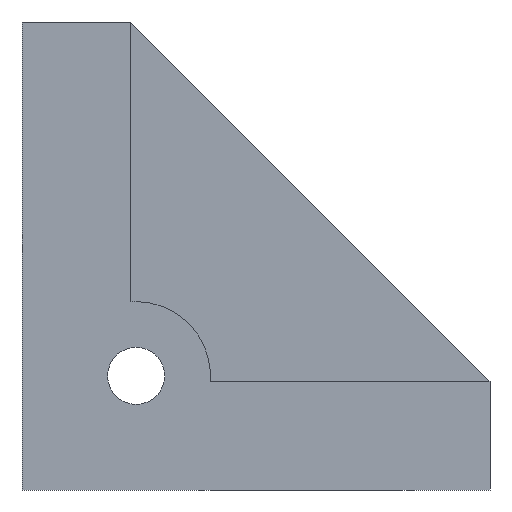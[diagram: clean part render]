
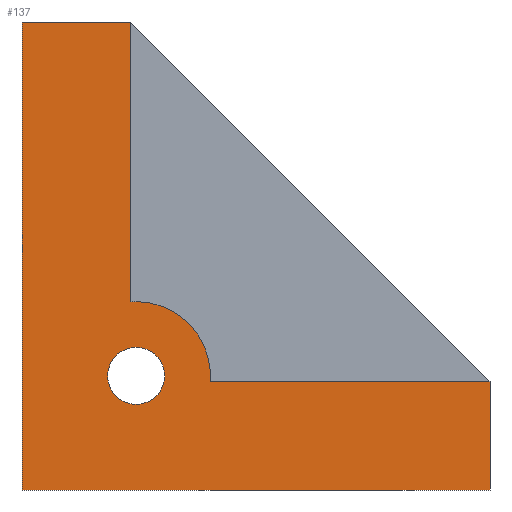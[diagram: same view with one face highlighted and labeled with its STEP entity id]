
A CAD part, left-side view. The second image highlights one B-rep face of the part: STEP entity #137.
In plain terms, the highlighted planar face has unit normal (-1, 0, 0).
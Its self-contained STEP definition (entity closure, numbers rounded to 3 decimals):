
#137=ADVANCED_FACE('',(#277,#278),#279,.T.);
#277=FACE_BOUND('',#421,.T.);
#278=FACE_OUTER_BOUND('',#422,.T.);
#279=PLANE('',#423);
#421=EDGE_LOOP('',(#737,#738));
#422=EDGE_LOOP('',(#739,#740,#741,#742,#743,#744,#745,#746));
#423=AXIS2_PLACEMENT_3D('',#747,#748,#749);
#737=ORIENTED_EDGE('',*,*,#896,.T.);
#738=ORIENTED_EDGE('',*,*,#1017,.T.);
#739=ORIENTED_EDGE('',*,*,#891,.F.);
#740=ORIENTED_EDGE('',*,*,#1025,.F.);
#741=ORIENTED_EDGE('',*,*,#1026,.F.);
#742=ORIENTED_EDGE('',*,*,#1027,.F.);
#743=ORIENTED_EDGE('',*,*,#1028,.F.);
#744=ORIENTED_EDGE('',*,*,#1029,.F.);
#745=ORIENTED_EDGE('',*,*,#1030,.F.);
#746=ORIENTED_EDGE('',*,*,#1020,.F.);
#747=CARTESIAN_POINT('',(-13.65,-14.45,14.45));
#748=DIRECTION('',(-1.0,0.0,0.0));
#749=DIRECTION('',(0.0,0.0,-1.0));
#891=EDGE_CURVE('',#1066,#1058,#1068,.T.);
#896=EDGE_CURVE('',#1071,#1075,#1077,.T.);
#1017=EDGE_CURVE('',#1075,#1071,#1256,.T.);
#1020=EDGE_CURVE('',#1058,#1259,#1260,.T.);
#1025=EDGE_CURVE('',#1266,#1066,#1267,.T.);
#1026=EDGE_CURVE('',#1268,#1266,#1269,.T.);
#1027=EDGE_CURVE('',#1270,#1268,#1271,.T.);
#1028=EDGE_CURVE('',#1272,#1270,#1273,.T.);
#1029=EDGE_CURVE('',#1274,#1272,#1275,.T.);
#1030=EDGE_CURVE('',#1259,#1274,#1276,.T.);
#1058=VERTEX_POINT('',#1311);
#1066=VERTEX_POINT('',#1322);
#1068=CIRCLE('',#1325,6.5);
#1071=VERTEX_POINT('',#1328);
#1075=VERTEX_POINT('',#1333);
#1077=CIRCLE('',#1336,2.5);
#1256=CIRCLE('',#1576,2.5);
#1259=VERTEX_POINT('',#1579);
#1260=CIRCLE('',#1580,6.5);
#1266=VERTEX_POINT('',#1588);
#1267=LINE('',#1589,#1590);
#1268=VERTEX_POINT('',#1591);
#1269=LINE('',#1592,#1593);
#1270=VERTEX_POINT('',#1594);
#1271=LINE('',#1595,#1596);
#1272=VERTEX_POINT('',#1597);
#1273=LINE('',#1598,#1599);
#1274=VERTEX_POINT('',#1600);
#1275=LINE('',#1601,#1602);
#1276=LINE('',#1603,#1604);
#1311=CARTESIAN_POINT('',(-13.65,-10.0,16.5));
#1322=CARTESIAN_POINT('',(-13.65,-9.5,16.481));
#1325=AXIS2_PLACEMENT_3D('',#1659,#1660,#1661);
#1328=CARTESIAN_POINT('',(-13.65,-10.0,7.5));
#1333=CARTESIAN_POINT('',(-13.65,-10.0,12.5));
#1336=AXIS2_PLACEMENT_3D('',#1667,#1668,#1669);
#1576=AXIS2_PLACEMENT_3D('',#1815,#1816,#1817);
#1579=CARTESIAN_POINT('',(-13.65,-16.481,9.5));
#1580=AXIS2_PLACEMENT_3D('',#1821,#1822,#1823);
#1588=CARTESIAN_POINT('',(-13.65,-9.5,41.0));
#1589=CARTESIAN_POINT('',(-13.65,-9.5,41.0));
#1590=VECTOR('',#1829,1.0);
#1591=CARTESIAN_POINT('',(-13.65,0.0,41.0));
#1592=CARTESIAN_POINT('',(-13.65,0.0,41.0));
#1593=VECTOR('',#1830,1.0);
#1594=CARTESIAN_POINT('',(-13.65,0.0,0.0));
#1595=CARTESIAN_POINT('',(-13.65,0.0,0.0));
#1596=VECTOR('',#1831,1.0);
#1597=CARTESIAN_POINT('',(-13.65,-41.0,0.0));
#1598=CARTESIAN_POINT('',(-13.65,-41.0,0.0));
#1599=VECTOR('',#1832,1.0);
#1600=CARTESIAN_POINT('',(-13.65,-41.0,9.5));
#1601=CARTESIAN_POINT('',(-13.65,-41.0,9.5));
#1602=VECTOR('',#1833,1.0);
#1603=CARTESIAN_POINT('',(-13.65,-9.5,9.5));
#1604=VECTOR('',#1834,1.0);
#1659=CARTESIAN_POINT('',(-13.65,-10.0,10.0));
#1660=DIRECTION('',(1.0,0.0,0.0));
#1661=DIRECTION('',(0.0,0.0,-1.0));
#1667=CARTESIAN_POINT('',(-13.65,-10.0,10.0));
#1668=DIRECTION('',(1.0,-0.0,0.0));
#1669=DIRECTION('',(0.0,0.0,-1.0));
#1815=CARTESIAN_POINT('',(-13.65,-10.0,10.0));
#1816=DIRECTION('',(1.0,-0.0,0.0));
#1817=DIRECTION('',(0.0,0.0,-1.0));
#1821=CARTESIAN_POINT('',(-13.65,-10.0,10.0));
#1822=DIRECTION('',(1.0,0.0,0.0));
#1823=DIRECTION('',(0.0,0.0,-1.0));
#1829=DIRECTION('',(0.0,0.0,-1.0));
#1830=DIRECTION('',(0.0,-1.0,0.0));
#1831=DIRECTION('',(0.0,-0.0,1.0));
#1832=DIRECTION('',(0.0,1.0,-0.0));
#1833=DIRECTION('',(0.0,0.0,-1.0));
#1834=DIRECTION('',(0.0,-1.0,0.0));
